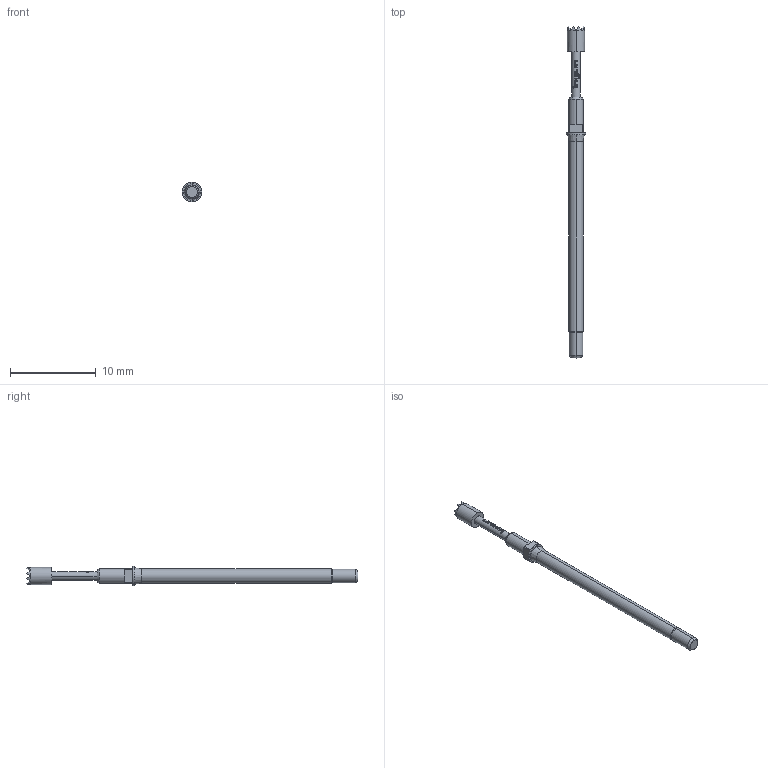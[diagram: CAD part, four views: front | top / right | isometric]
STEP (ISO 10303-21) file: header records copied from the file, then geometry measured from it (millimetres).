
FILE_DESCRIPTION (( 'STEP AP203' ), '1' );
FILE_NAME ('INGUN_GKS-112_306_200_X_xx05_M_0.STEP', '2017-03-10T07:25:15', ( '' ), ( '' ), 'SwSTEP 2.0', 'SolidWorks 2016', '' );
FILE_SCHEMA (( 'CONFIG_CONTROL_DESIGN' ));
Length unit declared in the file: millimetre
Products named in the file (2): INGUN_GKS-112_306_200_X_xx05_M_0
Bounding box: 2.3 x 38.8 x 2.3 mm (x, y, z)
Volume: 79 mm3; surface area: 207.9 mm2
Topology: 1 solids, 1 shells, 172 faces, 408 edges, 247 vertices
Faces by surface type: plane 112, bspline 22, cylinder 18, cone 18, torus 2
Entity records: 5271 total; most frequent: CARTESIAN_POINT 1507, ORIENTED_EDGE 816, DIRECTION 662, EDGE_CURVE 408, VERTEX_POINT 247, AXIS2_PLACEMENT_3D 244, EDGE_LOOP 181, LINE 174
